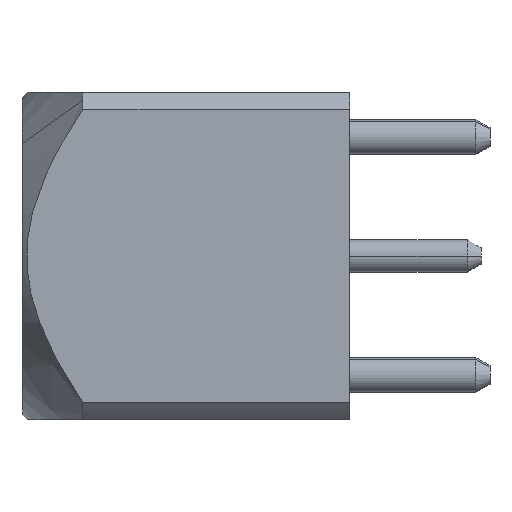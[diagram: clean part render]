
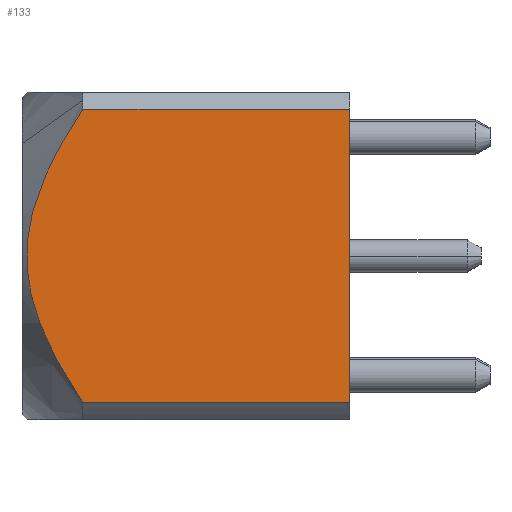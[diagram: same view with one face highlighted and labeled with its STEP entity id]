
A CAD part, left-side view. The second image highlights one B-rep face of the part: STEP entity #133.
In plain terms, the highlighted planar face has unit normal (-1, 0, 0).
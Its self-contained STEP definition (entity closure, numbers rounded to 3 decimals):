
#133=ADVANCED_FACE('',(#279),#280,.T.);
#279=FACE_OUTER_BOUND('',#430,.T.);
#280=PLANE('',#431);
#430=EDGE_LOOP('',(#734,#735,#736,#737));
#431=AXIS2_PLACEMENT_3D('',#738,#739,#740);
#734=ORIENTED_EDGE('',*,*,#886,.T.);
#735=ORIENTED_EDGE('',*,*,#977,.T.);
#736=ORIENTED_EDGE('',*,*,#932,.F.);
#737=ORIENTED_EDGE('',*,*,#978,.T.);
#738=CARTESIAN_POINT('',(-17.55,-3.5,0.));
#739=DIRECTION('',(-1.0,0.,0.));
#740=DIRECTION('',(0.,0.0,1.0));
#886=EDGE_CURVE('',#1051,#1049,#1052,.T.);
#932=EDGE_CURVE('',#1126,#1128,#1129,.T.);
#977=EDGE_CURVE('',#1049,#1128,#1181,.T.);
#978=EDGE_CURVE('',#1126,#1051,#1182,.T.);
#1049=VERTEX_POINT('',#1274);
#1051=VERTEX_POINT('',#1276);
#1052=(B_SPLINE_CURVE(2,(#1278,#1279,#1280),.UNSPECIFIED.,.F.,.F.)B_SPLINE_CURVE_WITH_KNOTS((3,3),(0.029,0.729),.UNSPECIFIED.)RATIONAL_B_SPLINE_CURVE((1.03,1.384,1.03))BOUNDED_CURVE()REPRESENTATION_ITEM('')GEOMETRIC_REPRESENTATION_ITEM()CURVE());
#1126=VERTEX_POINT('',#1377);
#1128=VERTEX_POINT('',#1379);
#1129=LINE('',#1380,#1381);
#1181=LINE('',#1450,#1451);
#1182=LINE('',#1452,#1453);
#1274=CARTESIAN_POINT('',(-17.55,2.2,-3.137));
#1276=CARTESIAN_POINT('',(-17.55,2.2,3.137));
#1278=CARTESIAN_POINT('',(-17.55,2.2,3.137));
#1279=CARTESIAN_POINT('',(-17.55,4.294,0.));
#1280=CARTESIAN_POINT('',(-17.55,2.2,-3.137));
#1377=CARTESIAN_POINT('',(-17.55,-3.5,3.137));
#1379=CARTESIAN_POINT('',(-17.55,-3.5,-3.137));
#1380=CARTESIAN_POINT('',(-17.55,-3.5,0.));
#1381=VECTOR('',#1621,10.0);
#1450=CARTESIAN_POINT('',(-17.55,-3.5,-3.137));
#1451=VECTOR('',#1681,10.0);
#1452=CARTESIAN_POINT('',(-17.55,-3.5,3.137));
#1453=VECTOR('',#1682,10.0);
#1621=DIRECTION('',(0.,0.,-1.0));
#1681=DIRECTION('',(0.,-1.0,0.));
#1682=DIRECTION('',(0.,1.0,0.));
